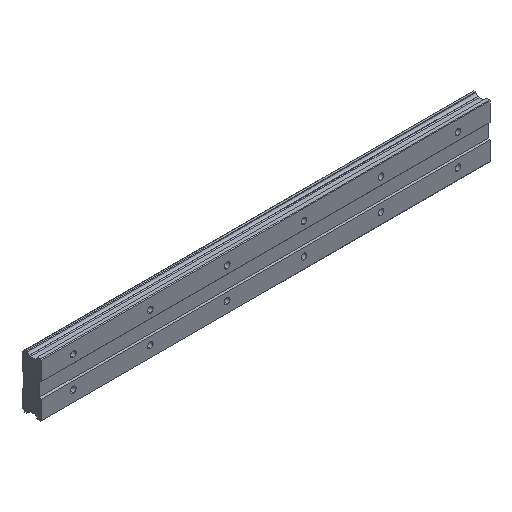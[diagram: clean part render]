
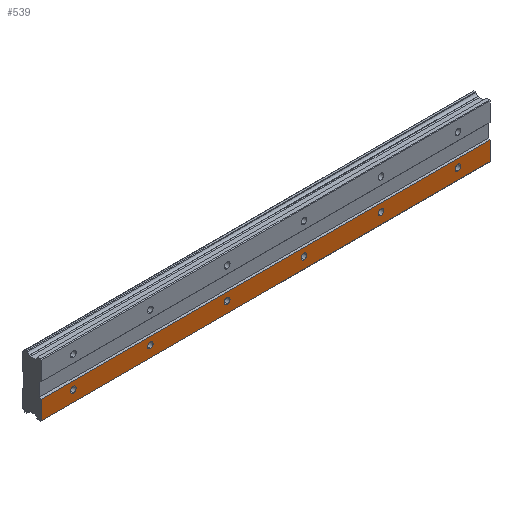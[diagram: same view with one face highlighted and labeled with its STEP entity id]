
A CAD part, isometric view. The second image highlights one B-rep face of the part: STEP entity #539.
In plain terms, the highlighted planar face has unit normal (0, -1, 0).
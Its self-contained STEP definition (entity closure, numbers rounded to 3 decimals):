
#23 = AXIS2_PLACEMENT_3D ( 'NONE', #2826, #2600, #2366 ) ;
#37 = DIRECTION ( 'NONE',  ( 0., 0., 1. ) ) ;
#58 = VECTOR ( 'NONE', #861, 1000. ) ;
#66 = EDGE_LOOP ( 'NONE', ( #2518, #2709, #2435, #1434 ) ) ;
#112 = VERTEX_POINT ( 'NONE', #1878 ) ;
#184 = FACE_BOUND ( 'NONE', #2561, .T. ) ;
#244 = EDGE_CURVE ( 'NONE', #112, #2892, #524, .T. ) ;
#248 = FACE_BOUND ( 'NONE', #2771, .T. ) ;
#269 = VERTEX_POINT ( 'NONE', #1330 ) ;
#274 = EDGE_CURVE ( 'NONE', #1067, #2359, #474, .T. ) ;
#331 = DIRECTION ( 'NONE',  ( 0., 0., 1. ) ) ;
#409 = DIRECTION ( 'NONE',  ( 0., -1., 0. ) ) ;
#425 = CIRCLE ( 'NONE', #1812, 2.25 ) ;
#439 = CARTESIAN_POINT ( 'NONE',  ( 240., 0., -14.25 ) ) ;
#440 = CARTESIAN_POINT ( 'NONE',  ( 180., 0., -9.75 ) ) ;
#441 = EDGE_CURVE ( 'NONE', #2344, #2655, #2800, .T. ) ;
#446 = VERTEX_POINT ( 'NONE', #1381 ) ;
#449 = DIRECTION ( 'NONE',  ( 0., 0., 1. ) ) ;
#472 = FACE_BOUND ( 'NONE', #2361, .T. ) ;
#474 = CIRCLE ( 'NONE', #1106, 2.25 ) ;
#477 = CIRCLE ( 'NONE', #2197, 2.25 ) ;
#502 = DIRECTION ( 'NONE',  ( 0., 0., 1. ) ) ;
#524 = CIRCLE ( 'NONE', #811, 2.25 ) ;
#539 = ADVANCED_FACE ( 'NONE', ( #704, #472, #1176, #2121, #248, #184, #944 ), #1890, .F. ) ;
#541 = LINE ( 'NONE', #1244, #1488 ) ;
#550 = ORIENTED_EDGE ( 'NONE', *, *, #831, .F. ) ;
#579 = DIRECTION ( 'NONE',  ( 0., -1., 0. ) ) ;
#593 = VERTEX_POINT ( 'NONE', #3045 ) ;
#643 = CARTESIAN_POINT ( 'NONE',  ( 60., 0., -12. ) ) ;
#650 = CARTESIAN_POINT ( 'NONE',  ( 0., 0., -12. ) ) ;
#668 = AXIS2_PLACEMENT_3D ( 'NONE', #650, #686, #449 ) ;
#686 = DIRECTION ( 'NONE',  ( 0., -1., 0. ) ) ;
#704 = FACE_OUTER_BOUND ( 'NONE', #66, .T. ) ;
#706 = EDGE_CURVE ( 'NONE', #446, #2998, #477, .T. ) ;
#742 = CARTESIAN_POINT ( 'NONE',  ( 325., 0., -20.5 ) ) ;
#794 = ORIENTED_EDGE ( 'NONE', *, *, #706, .F. ) ;
#804 = DIRECTION ( 'NONE',  ( 0., -1., 0. ) ) ;
#809 = EDGE_LOOP ( 'NONE', ( #2170, #2637 ) ) ;
#811 = AXIS2_PLACEMENT_3D ( 'NONE', #2167, #804, #1919 ) ;
#831 = EDGE_CURVE ( 'NONE', #1679, #1964, #1363, .T. ) ;
#861 = DIRECTION ( 'NONE',  ( 0., 0., 1. ) ) ;
#905 = CARTESIAN_POINT ( 'NONE',  ( 240., 0., -12. ) ) ;
#912 = EDGE_CURVE ( 'NONE', #1535, #593, #425, .T. ) ;
#944 = FACE_BOUND ( 'NONE', #2286, .T. ) ;
#972 = CARTESIAN_POINT ( 'NONE',  ( 300., 0., -9.75 ) ) ;
#975 = DIRECTION ( 'NONE',  ( 0., -1., 0. ) ) ;
#1001 = EDGE_CURVE ( 'NONE', #2802, #2893, #1214, .T. ) ;
#1067 = VERTEX_POINT ( 'NONE', #3013 ) ;
#1072 = DIRECTION ( 'NONE',  ( 0., -1., 0. ) ) ;
#1106 = AXIS2_PLACEMENT_3D ( 'NONE', #643, #579, #2287 ) ;
#1144 = CIRCLE ( 'NONE', #2864, 2.25 ) ;
#1176 = FACE_BOUND ( 'NONE', #1496, .T. ) ;
#1189 = CARTESIAN_POINT ( 'NONE',  ( 325., 0., -6. ) ) ;
#1214 = CIRCLE ( 'NONE', #1460, 2.25 ) ;
#1244 = CARTESIAN_POINT ( 'NONE',  ( 325., 0., -6. ) ) ;
#1253 = EDGE_CURVE ( 'NONE', #2893, #2802, #1265, .T. ) ;
#1260 = DIRECTION ( 'NONE',  ( 0., -1., 0. ) ) ;
#1264 = ORIENTED_EDGE ( 'NONE', *, *, #2195, .F. ) ;
#1265 = CIRCLE ( 'NONE', #2495, 2.25 ) ;
#1270 = VERTEX_POINT ( 'NONE', #2702 ) ;
#1295 = AXIS2_PLACEMENT_3D ( 'NONE', #1905, #2842, #502 ) ;
#1330 = CARTESIAN_POINT ( 'NONE',  ( -25., 0., -6. ) ) ;
#1363 = CIRCLE ( 'NONE', #2448, 2.25 ) ;
#1381 = CARTESIAN_POINT ( 'NONE',  ( 120., 0., -14.25 ) ) ;
#1434 = ORIENTED_EDGE ( 'NONE', *, *, #2797, .F. ) ;
#1450 = CARTESIAN_POINT ( 'NONE',  ( 120., 0., -12. ) ) ;
#1460 = AXIS2_PLACEMENT_3D ( 'NONE', #905, #409, #3028 ) ;
#1476 = ORIENTED_EDGE ( 'NONE', *, *, #1744, .F. ) ;
#1477 = ORIENTED_EDGE ( 'NONE', *, *, #912, .F. ) ;
#1488 = VECTOR ( 'NONE', #1722, 1000. ) ;
#1496 = EDGE_LOOP ( 'NONE', ( #2940, #1627 ) ) ;
#1523 = DIRECTION ( 'NONE',  ( 0., -1., 0. ) ) ;
#1535 = VERTEX_POINT ( 'NONE', #1716 ) ;
#1600 = CIRCLE ( 'NONE', #668, 2.25 ) ;
#1601 = DIRECTION ( 'NONE',  ( 0., 0., -1. ) ) ;
#1612 = CARTESIAN_POINT ( 'NONE',  ( 180., 0., -14.25 ) ) ;
#1627 = ORIENTED_EDGE ( 'NONE', *, *, #244, .F. ) ;
#1635 = EDGE_CURVE ( 'NONE', #2892, #112, #2550, .T. ) ;
#1679 = VERTEX_POINT ( 'NONE', #1612 ) ;
#1682 = CARTESIAN_POINT ( 'NONE',  ( 325., 0., -20.5 ) ) ;
#1716 = CARTESIAN_POINT ( 'NONE',  ( 0., 0., -14.25 ) ) ;
#1722 = DIRECTION ( 'NONE',  ( 1., 0., 0. ) ) ;
#1744 = EDGE_CURVE ( 'NONE', #2359, #1067, #2582, .T. ) ;
#1745 = CARTESIAN_POINT ( 'NONE',  ( 300., 0., -12. ) ) ;
#1778 = ORIENTED_EDGE ( 'NONE', *, *, #2368, .F. ) ;
#1812 = AXIS2_PLACEMENT_3D ( 'NONE', #2708, #1072, #2477 ) ;
#1878 = CARTESIAN_POINT ( 'NONE',  ( 300., 0., -14.25 ) ) ;
#1887 = AXIS2_PLACEMENT_3D ( 'NONE', #2027, #1523, #2245 ) ;
#1890 = PLANE ( 'NONE',  #23 ) ;
#1905 = CARTESIAN_POINT ( 'NONE',  ( 60., 0., -12. ) ) ;
#1919 = DIRECTION ( 'NONE',  ( 0., 0., 1. ) ) ;
#1964 = VERTEX_POINT ( 'NONE', #440 ) ;
#2019 = CARTESIAN_POINT ( 'NONE',  ( 240., 0., -9.75 ) ) ;
#2027 = CARTESIAN_POINT ( 'NONE',  ( 120., 0., -12. ) ) ;
#2034 = DIRECTION ( 'NONE',  ( 0., -1., 0. ) ) ;
#2083 = EDGE_CURVE ( 'NONE', #2655, #1270, #2623, .T. ) ;
#2099 = VECTOR ( 'NONE', #1601, 1000. ) ;
#2121 = FACE_BOUND ( 'NONE', #809, .T. ) ;
#2132 = CARTESIAN_POINT ( 'NONE',  ( 180., 0., -12. ) ) ;
#2147 = DIRECTION ( 'NONE',  ( 0., 0., 1. ) ) ;
#2155 = AXIS2_PLACEMENT_3D ( 'NONE', #1745, #2034, #2988 ) ;
#2167 = CARTESIAN_POINT ( 'NONE',  ( 300., 0., -12. ) ) ;
#2170 = ORIENTED_EDGE ( 'NONE', *, *, #1001, .F. ) ;
#2177 = CARTESIAN_POINT ( 'NONE',  ( 120., 0., -9.75 ) ) ;
#2195 = EDGE_CURVE ( 'NONE', #593, #1535, #1600, .T. ) ;
#2197 = AXIS2_PLACEMENT_3D ( 'NONE', #1450, #2388, #37 ) ;
#2238 = CARTESIAN_POINT ( 'NONE',  ( -25., 0., -6. ) ) ;
#2245 = DIRECTION ( 'NONE',  ( 0., 0., 1. ) ) ;
#2272 = EDGE_CURVE ( 'NONE', #269, #2344, #541, .T. ) ;
#2286 = EDGE_LOOP ( 'NONE', ( #2755, #1476 ) ) ;
#2287 = DIRECTION ( 'NONE',  ( 0., 0., 1. ) ) ;
#2344 = VERTEX_POINT ( 'NONE', #2651 ) ;
#2359 = VERTEX_POINT ( 'NONE', #2463 ) ;
#2361 = EDGE_LOOP ( 'NONE', ( #1264, #1477 ) ) ;
#2366 = DIRECTION ( 'NONE',  ( 0., 0., 1. ) ) ;
#2368 = EDGE_CURVE ( 'NONE', #2998, #446, #2425, .T. ) ;
#2388 = DIRECTION ( 'NONE',  ( 0., -1., 0. ) ) ;
#2425 = CIRCLE ( 'NONE', #1887, 2.25 ) ;
#2433 = CARTESIAN_POINT ( 'NONE',  ( 180., 0., -12. ) ) ;
#2435 = ORIENTED_EDGE ( 'NONE', *, *, #2272, .F. ) ;
#2447 = DIRECTION ( 'NONE',  ( 0., -1., 0. ) ) ;
#2448 = AXIS2_PLACEMENT_3D ( 'NONE', #2433, #1260, #2620 ) ;
#2463 = CARTESIAN_POINT ( 'NONE',  ( 60., 0., -14.25 ) ) ;
#2477 = DIRECTION ( 'NONE',  ( 0., 0., 1. ) ) ;
#2495 = AXIS2_PLACEMENT_3D ( 'NONE', #2933, #2447, #331 ) ;
#2518 = ORIENTED_EDGE ( 'NONE', *, *, #2083, .F. ) ;
#2530 = LINE ( 'NONE', #2238, #58 ) ;
#2550 = CIRCLE ( 'NONE', #2155, 2.25 ) ;
#2560 = EDGE_CURVE ( 'NONE', #1964, #1679, #1144, .T. ) ;
#2561 = EDGE_LOOP ( 'NONE', ( #1778, #794 ) ) ;
#2582 = CIRCLE ( 'NONE', #1295, 2.25 ) ;
#2600 = DIRECTION ( 'NONE',  ( 0., 1., 0. ) ) ;
#2620 = DIRECTION ( 'NONE',  ( 0., 0., 1. ) ) ;
#2623 = LINE ( 'NONE', #742, #2917 ) ;
#2634 = ORIENTED_EDGE ( 'NONE', *, *, #2560, .F. ) ;
#2637 = ORIENTED_EDGE ( 'NONE', *, *, #1253, .F. ) ;
#2651 = CARTESIAN_POINT ( 'NONE',  ( 325., 0., -6. ) ) ;
#2655 = VERTEX_POINT ( 'NONE', #1682 ) ;
#2702 = CARTESIAN_POINT ( 'NONE',  ( -25., 0., -20.5 ) ) ;
#2708 = CARTESIAN_POINT ( 'NONE',  ( 0., 0., -12. ) ) ;
#2709 = ORIENTED_EDGE ( 'NONE', *, *, #441, .F. ) ;
#2755 = ORIENTED_EDGE ( 'NONE', *, *, #274, .F. ) ;
#2771 = EDGE_LOOP ( 'NONE', ( #2634, #550 ) ) ;
#2797 = EDGE_CURVE ( 'NONE', #1270, #269, #2530, .T. ) ;
#2800 = LINE ( 'NONE', #1189, #2099 ) ;
#2802 = VERTEX_POINT ( 'NONE', #2019 ) ;
#2826 = CARTESIAN_POINT ( 'NONE',  ( 325., 0., -6. ) ) ;
#2837 = DIRECTION ( 'NONE',  ( -1., 0., 0. ) ) ;
#2842 = DIRECTION ( 'NONE',  ( 0., -1., 0. ) ) ;
#2864 = AXIS2_PLACEMENT_3D ( 'NONE', #2132, #975, #2147 ) ;
#2892 = VERTEX_POINT ( 'NONE', #972 ) ;
#2893 = VERTEX_POINT ( 'NONE', #439 ) ;
#2917 = VECTOR ( 'NONE', #2837, 1000. ) ;
#2933 = CARTESIAN_POINT ( 'NONE',  ( 240., 0., -12. ) ) ;
#2940 = ORIENTED_EDGE ( 'NONE', *, *, #1635, .F. ) ;
#2988 = DIRECTION ( 'NONE',  ( 0., 0., 1. ) ) ;
#2998 = VERTEX_POINT ( 'NONE', #2177 ) ;
#3013 = CARTESIAN_POINT ( 'NONE',  ( 60., 0., -9.75 ) ) ;
#3028 = DIRECTION ( 'NONE',  ( 0., 0., 1. ) ) ;
#3045 = CARTESIAN_POINT ( 'NONE',  ( 0., 0., -9.75 ) ) ;
